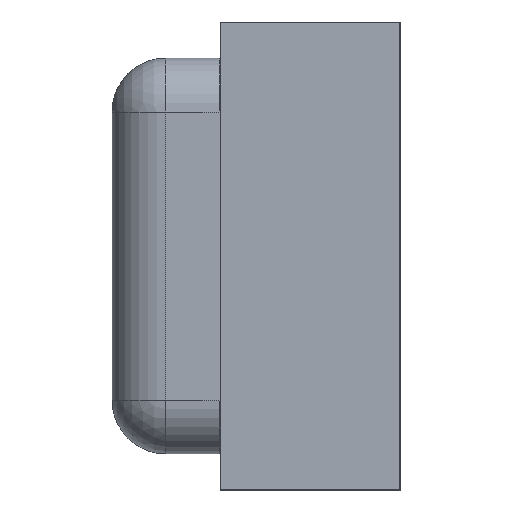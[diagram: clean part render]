
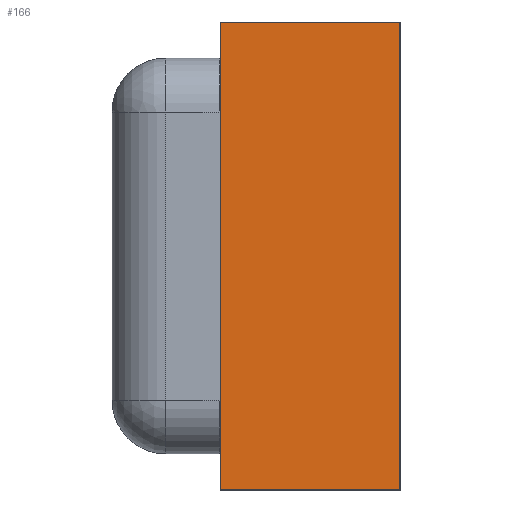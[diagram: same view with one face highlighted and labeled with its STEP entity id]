
A CAD part, left-side view. The second image highlights one B-rep face of the part: STEP entity #166.
In plain terms, the highlighted planar face has unit normal (-1, 0, 0).
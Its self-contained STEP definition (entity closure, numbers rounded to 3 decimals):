
#10 = CARTESIAN_POINT ( 'NONE',  ( -1.6, 0.5, 0.65 ) ) ;
#48 = CARTESIAN_POINT ( 'NONE',  ( -1.6, 0., 0.65 ) ) ;
#119 = VECTOR ( 'NONE', #931, 1000. ) ;
#130 = VECTOR ( 'NONE', #849, 1000. ) ;
#166 = ADVANCED_FACE ( 'NONE', ( #363 ), #538, .F. ) ;
#180 = VERTEX_POINT ( 'NONE', #48 ) ;
#218 = VERTEX_POINT ( 'NONE', #1193 ) ;
#265 = CARTESIAN_POINT ( 'NONE',  ( -1.6, 0., 0.65 ) ) ;
#288 = CARTESIAN_POINT ( 'NONE',  ( -1.6, 0.5, -0.65 ) ) ;
#317 = LINE ( 'NONE', #265, #1293 ) ;
#363 = FACE_OUTER_BOUND ( 'NONE', #1056, .T. ) ;
#421 = EDGE_CURVE ( 'NONE', #1529, #180, #317, .T. ) ;
#538 = PLANE ( 'NONE',  #744 ) ;
#554 = LINE ( 'NONE', #629, #915 ) ;
#629 = CARTESIAN_POINT ( 'NONE',  ( -1.6, 0.5, 0.65 ) ) ;
#702 = ORIENTED_EDGE ( 'NONE', *, *, #1017, .F. ) ;
#732 = DIRECTION ( 'NONE',  ( 0., -1., 0. ) ) ;
#744 = AXIS2_PLACEMENT_3D ( 'NONE', #10, #1579, #1207 ) ;
#808 = CARTESIAN_POINT ( 'NONE',  ( -1.6, 0.5, 0.65 ) ) ;
#832 = CARTESIAN_POINT ( 'NONE',  ( -1.6, 0.5, -0.65 ) ) ;
#841 = ORIENTED_EDGE ( 'NONE', *, *, #1478, .F. ) ;
#849 = DIRECTION ( 'NONE',  ( 0., -1., 0. ) ) ;
#915 = VECTOR ( 'NONE', #732, 1000. ) ;
#931 = DIRECTION ( 'NONE',  ( 0., 0., 1. ) ) ;
#1017 = EDGE_CURVE ( 'NONE', #1449, #218, #1488, .T. ) ;
#1056 = EDGE_LOOP ( 'NONE', ( #1141, #841, #702, #1567 ) ) ;
#1141 = ORIENTED_EDGE ( 'NONE', *, *, #421, .T. ) ;
#1154 = DIRECTION ( 'NONE',  ( 0., 0., 1. ) ) ;
#1193 = CARTESIAN_POINT ( 'NONE',  ( -1.6, 0.5, 0.65 ) ) ;
#1207 = DIRECTION ( 'NONE',  ( 0., 0., -1. ) ) ;
#1293 = VECTOR ( 'NONE', #1154, 1000. ) ;
#1359 = EDGE_CURVE ( 'NONE', #1449, #1529, #1496, .T. ) ;
#1449 = VERTEX_POINT ( 'NONE', #832 ) ;
#1478 = EDGE_CURVE ( 'NONE', #218, #180, #554, .T. ) ;
#1488 = LINE ( 'NONE', #808, #119 ) ;
#1496 = LINE ( 'NONE', #288, #130 ) ;
#1506 = CARTESIAN_POINT ( 'NONE',  ( -1.6, 0., -0.65 ) ) ;
#1529 = VERTEX_POINT ( 'NONE', #1506 ) ;
#1567 = ORIENTED_EDGE ( 'NONE', *, *, #1359, .T. ) ;
#1579 = DIRECTION ( 'NONE',  ( 1., 0., 0. ) ) ;
